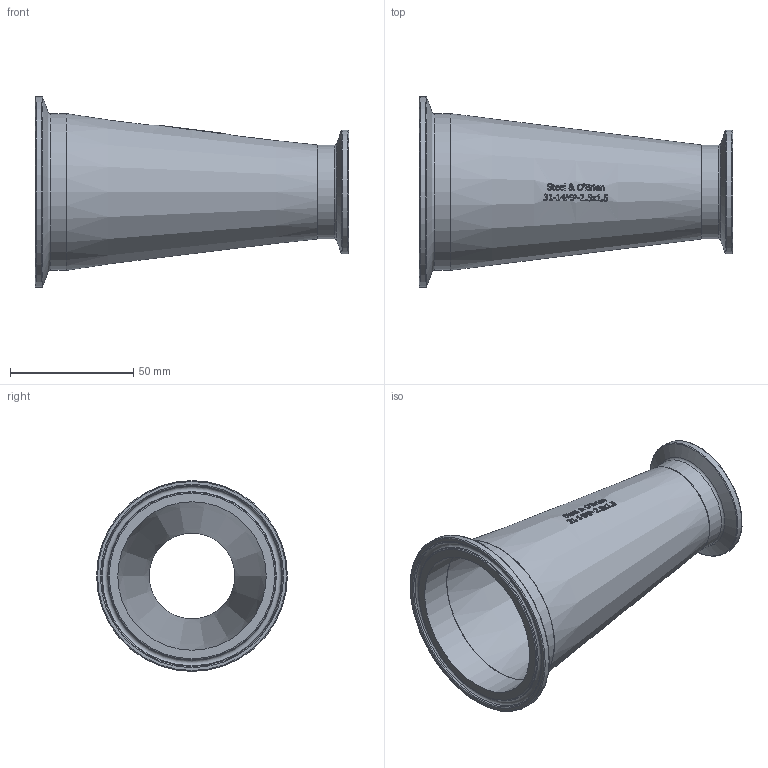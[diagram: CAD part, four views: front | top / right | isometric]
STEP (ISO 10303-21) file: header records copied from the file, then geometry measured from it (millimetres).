
FILE_DESCRIPTION(/* description */ (''),/* implementation_level */ '2;1');
FILE_NAME(/* name */ '31-14MP-2.5x1.5.stp',/* time_stamp */ '2021-06-28T11:34:26-04:00',/* author */ ('rick'),/* organization */ (''),/* preprocessor_version */ 'ST-DEVELOPER v18',/* originating_system */ 'Autodesk Inventor 2020',/* authorisation */ '');
FILE_SCHEMA (('AUTOMOTIVE_DESIGN { 1 0 10303 214 3 1 1 }'));
Length unit declared in the file: inch
Products named in the file (1): 31-14MP-2.5x1.5
Bounding box: 127 x 77.39 x 77.39 mm (x, y, z)
Volume: 40748.4 mm3; surface area: 44941.8 mm2
Topology: 1 solids, 1 shells, 464 faces, 1289 edges, 872 vertices
Faces by surface type: plane 209, bspline 186, cone 47, torus 16, cylinder 6
Full cylindrical faces by diameter (mm): 34.798 x1, 38.1 x1, 50.394 x1, 60.198 x1, 63.5 x1, 77.394 x1
Entity records: 19124 total; most frequent: CARTESIAN_POINT 8053, ORIENTED_EDGE 2578, DIRECTION 1791, EDGE_CURVE 1289, VERTEX_POINT 872, AXIS2_PLACEMENT_3D 605, LINE 581, VECTOR 581
